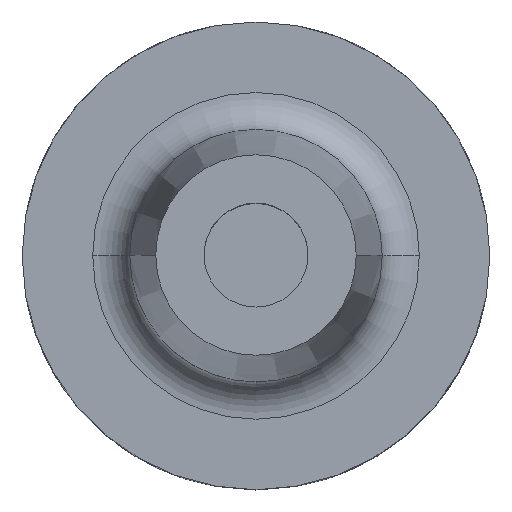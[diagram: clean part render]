
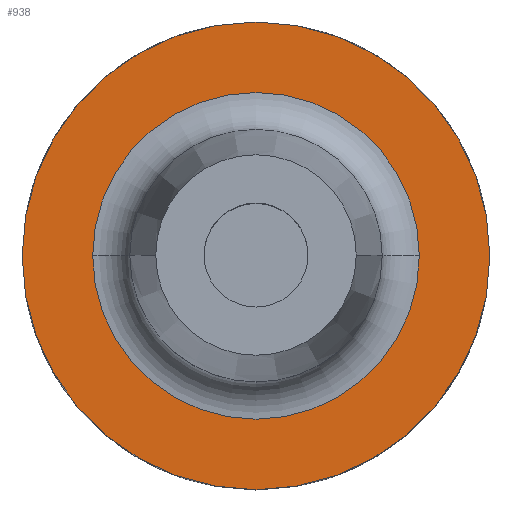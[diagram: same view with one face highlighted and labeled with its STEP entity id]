
A CAD part, top view. The second image highlights one B-rep face of the part: STEP entity #938.
In plain terms, the highlighted planar face has unit normal (0, 0, 1).
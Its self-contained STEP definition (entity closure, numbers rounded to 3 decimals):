
#21 = VERTEX_POINT ( 'NONE', #1803 ) ;
#117 = AXIS2_PLACEMENT_3D ( 'NONE', #851, #247, #2142 ) ;
#247 = DIRECTION ( 'NONE',  ( 0., 0., -1. ) ) ;
#347 = FACE_OUTER_BOUND ( 'NONE', #3990, .T. ) ;
#462 = PLANE ( 'NONE',  #117 ) ;
#632 = DIRECTION ( 'NONE',  ( 0., 0., -1. ) ) ;
#640 = AXIS2_PLACEMENT_3D ( 'NONE', #1739, #632, #1399 ) ;
#851 = CARTESIAN_POINT ( 'NONE',  ( 0., 0., 22. ) ) ;
#938 = ADVANCED_FACE ( 'NONE', ( #1240, #347 ), #462, .F. ) ;
#1021 = AXIS2_PLACEMENT_3D ( 'NONE', #1521, #4185, #1899 ) ;
#1027 = ORIENTED_EDGE ( 'NONE', *, *, #1031, .T. ) ;
#1031 = EDGE_CURVE ( 'NONE', #4321, #2377, #3019, .T. ) ;
#1099 = DIRECTION ( 'NONE',  ( -1., 0., 0. ) ) ;
#1147 = EDGE_CURVE ( 'NONE', #2377, #4321, #1907, .T. ) ;
#1237 = CIRCLE ( 'NONE', #2440, 31.5 ) ;
#1240 = FACE_BOUND ( 'NONE', #3401, .T. ) ;
#1300 = CARTESIAN_POINT ( 'NONE',  ( 0., 0., 22. ) ) ;
#1399 = DIRECTION ( 'NONE',  ( -1., 0., 0. ) ) ;
#1521 = CARTESIAN_POINT ( 'NONE',  ( 0., 0., 22. ) ) ;
#1655 = AXIS2_PLACEMENT_3D ( 'NONE', #1300, #3951, #1099 ) ;
#1739 = CARTESIAN_POINT ( 'NONE',  ( 0., 0., 22. ) ) ;
#1803 = CARTESIAN_POINT ( 'NONE',  ( 31.5, 0., 22. ) ) ;
#1899 = DIRECTION ( 'NONE',  ( 1., 0., 0. ) ) ;
#1907 = CIRCLE ( 'NONE', #1655, 22. ) ;
#2142 = DIRECTION ( 'NONE',  ( -1., 0., 0. ) ) ;
#2166 = DIRECTION ( 'NONE',  ( 0., 0., 1. ) ) ;
#2318 = CARTESIAN_POINT ( 'NONE',  ( -31.5, 0., 22. ) ) ;
#2377 = VERTEX_POINT ( 'NONE', #2433 ) ;
#2433 = CARTESIAN_POINT ( 'NONE',  ( -22., 0., 22. ) ) ;
#2440 = AXIS2_PLACEMENT_3D ( 'NONE', #4460, #2166, #4834 ) ;
#2926 = EDGE_CURVE ( 'NONE', #3799, #21, #2960, .T. ) ;
#2960 = CIRCLE ( 'NONE', #1021, 31.5 ) ;
#3019 = CIRCLE ( 'NONE', #640, 22. ) ;
#3266 = ORIENTED_EDGE ( 'NONE', *, *, #1147, .T. ) ;
#3370 = EDGE_CURVE ( 'NONE', #21, #3799, #1237, .T. ) ;
#3401 = EDGE_LOOP ( 'NONE', ( #3266, #1027 ) ) ;
#3459 = CARTESIAN_POINT ( 'NONE',  ( 22., 0., 22. ) ) ;
#3799 = VERTEX_POINT ( 'NONE', #2318 ) ;
#3951 = DIRECTION ( 'NONE',  ( 0., 0., -1. ) ) ;
#3990 = EDGE_LOOP ( 'NONE', ( #4145, #4175 ) ) ;
#4145 = ORIENTED_EDGE ( 'NONE', *, *, #3370, .T. ) ;
#4175 = ORIENTED_EDGE ( 'NONE', *, *, #2926, .T. ) ;
#4185 = DIRECTION ( 'NONE',  ( 0., 0., 1. ) ) ;
#4321 = VERTEX_POINT ( 'NONE', #3459 ) ;
#4460 = CARTESIAN_POINT ( 'NONE',  ( 0., 0., 22. ) ) ;
#4834 = DIRECTION ( 'NONE',  ( 1., 0., 0. ) ) ;
